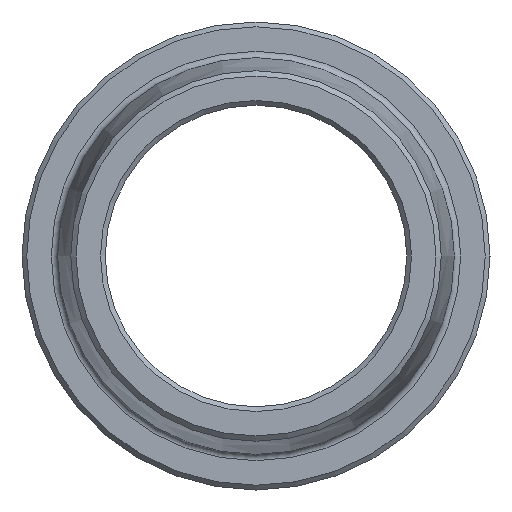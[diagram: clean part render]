
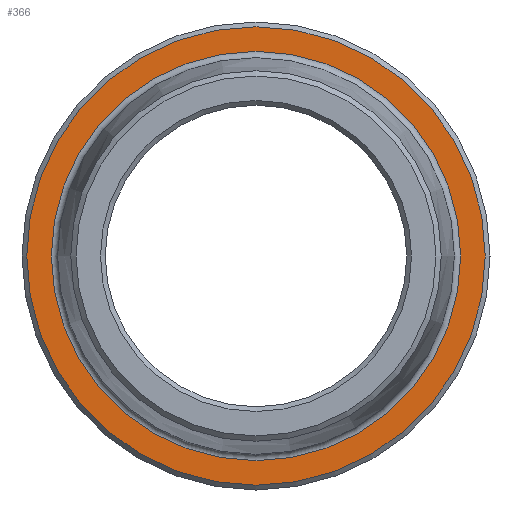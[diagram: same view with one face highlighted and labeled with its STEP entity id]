
A CAD part, left-side view. The second image highlights one B-rep face of the part: STEP entity #366.
In plain terms, the highlighted planar face has unit normal (-1, 0, 0).
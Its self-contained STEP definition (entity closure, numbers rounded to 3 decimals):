
#24=FACE_BOUND('',#71,.T.);
#31=PLANE('',#424);
#44=FACE_OUTER_BOUND('',#70,.T.);
#70=EDGE_LOOP('',(#278));
#71=EDGE_LOOP('',(#279));
#130=CIRCLE('',#420,14.45);
#133=CIRCLE('',#425,12.9);
#169=VERTEX_POINT('',#642);
#172=VERTEX_POINT('',#652);
#208=EDGE_CURVE('',#169,#169,#130,.T.);
#212=EDGE_CURVE('',#172,#172,#133,.T.);
#278=ORIENTED_EDGE('',*,*,#208,.F.);
#279=ORIENTED_EDGE('',*,*,#212,.F.);
#366=ADVANCED_FACE('',(#44,#24),#31,.T.);
#420=AXIS2_PLACEMENT_3D('',#644,#507,#508);
#424=AXIS2_PLACEMENT_3D('',#651,#516,#517);
#425=AXIS2_PLACEMENT_3D('',#653,#518,#519);
#507=DIRECTION('center_axis',(1.,0.,0.));
#508=DIRECTION('ref_axis',(0.,-1.,0.));
#516=DIRECTION('center_axis',(-1.,0.,0.));
#517=DIRECTION('ref_axis',(0.,0.,1.));
#518=DIRECTION('center_axis',(-1.,0.,0.));
#519=DIRECTION('ref_axis',(0.,-1.,0.));
#642=CARTESIAN_POINT('',(-3.5,14.45,0.));
#644=CARTESIAN_POINT('Origin',(-3.5,0.,0.));
#651=CARTESIAN_POINT('Origin',(-3.5,14.75,0.));
#652=CARTESIAN_POINT('',(-3.5,0.,12.9));
#653=CARTESIAN_POINT('Origin',(-3.5,0.,0.));
